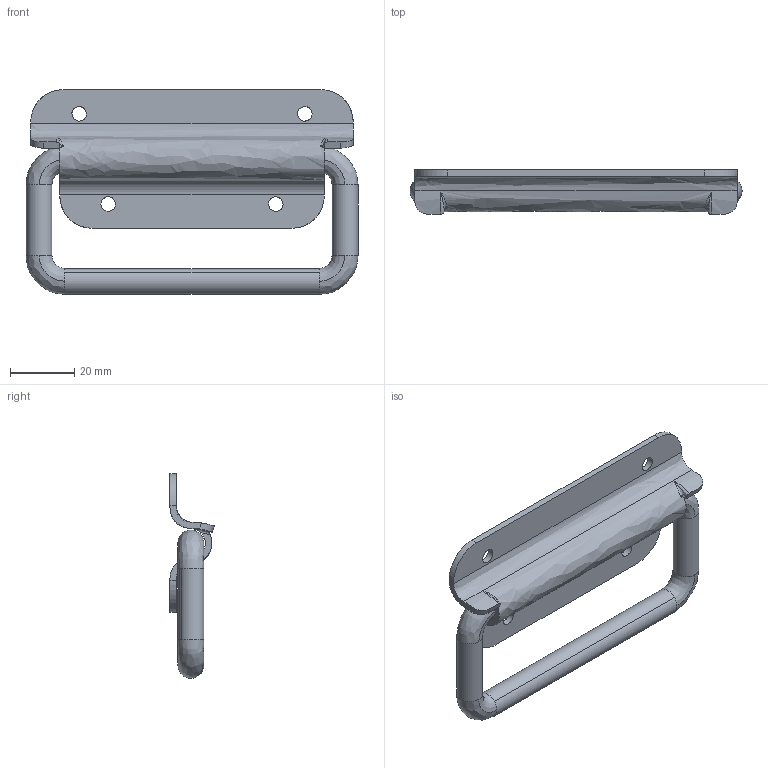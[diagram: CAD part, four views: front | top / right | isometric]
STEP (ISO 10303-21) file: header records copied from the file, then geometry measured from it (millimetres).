
FILE_DESCRIPTION((''),'2;1');
FILE_NAME('','2005-10-07T11:44:41',(''),(''),'','CADfix','');
FILE_SCHEMA(('AUTOMOTIVE_DESIGN'));
Length unit declared in the file: millimetre
Products named in the file (3): grip; base; THA_131_26950_36
Assembly tree (2 placements, depth 2):
  THA_131_26950_36
    grip
    base
Bounding box: 103 x 13.7 x 63.5 mm (x, y, z)
Volume: 20240.3 mm3; surface area: 15793.5 mm2
Topology: 2 solids, 2 shells, 66 faces, 216 edges, 152 vertices
Faces by surface type: bspline 66
Entity records: 3033 total; most frequent: CARTESIAN_POINT 1851, ORIENTED_EDGE 428, EDGE_CURVE 214, VERTEX_POINT 152, EDGE_LOOP 74, FACE_OUTER_BOUND 66, ADVANCED_FACE 66, QUASI_UNIFORM_CURVE 64
